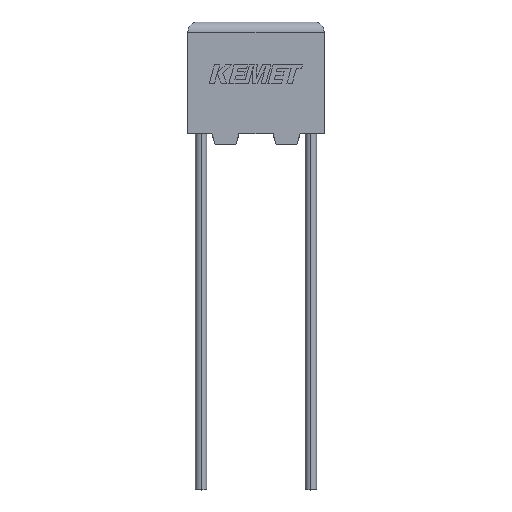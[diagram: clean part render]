
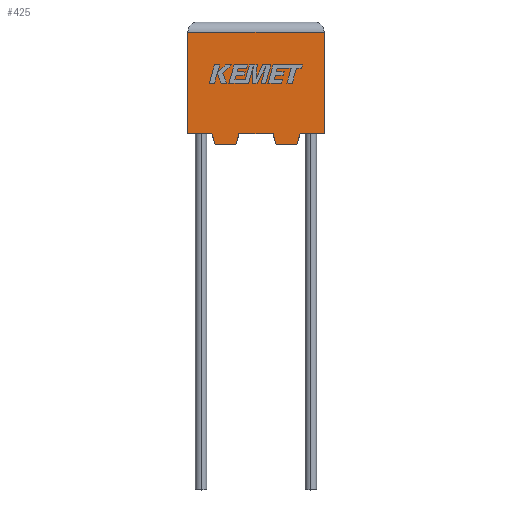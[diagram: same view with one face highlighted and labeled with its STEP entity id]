
A CAD part, top view. The second image highlights one B-rep face of the part: STEP entity #425.
In plain terms, the highlighted planar face has unit normal (0, 0, 1).
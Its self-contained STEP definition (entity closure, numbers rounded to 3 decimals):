
#23 = VECTOR ( 'NONE', #2043, 1000. ) ;
#28 = CARTESIAN_POINT ( 'NONE',  ( 4.339, -0.5, 2. ) ) ;
#32 = EDGE_CURVE ( 'NONE', #1190, #412, #771, .T. ) ;
#73 = ORIENTED_EDGE ( 'NONE', *, *, #32, .T. ) ;
#88 = CARTESIAN_POINT ( 'NONE',  ( 1.186, 0., 2. ) ) ;
#93 = ORIENTED_EDGE ( 'NONE', *, *, #1646, .T. ) ;
#205 = CARTESIAN_POINT ( 'NONE',  ( 6.7, 5., 2. ) ) ;
#245 = CARTESIAN_POINT ( 'NONE',  ( 2.511, 0., 2. ) ) ;
#261 = CARTESIAN_POINT ( 'NONE',  ( 0., 0., 2. ) ) ;
#278 = VERTEX_POINT ( 'NONE', #205 ) ;
#279 = CARTESIAN_POINT ( 'NONE',  ( 2.361, -0.5, 2. ) ) ;
#289 = EDGE_CURVE ( 'NONE', #1081, #1568, #2937, .T. ) ;
#297 = DIRECTION ( 'NONE',  ( 0.287, 0.958, 0. ) ) ;
#300 = DIRECTION ( 'NONE',  ( -1., 0., 0. ) ) ;
#314 = CARTESIAN_POINT ( 'NONE',  ( 0., 5., 2. ) ) ;
#325 = VECTOR ( 'NONE', #2004, 1000. ) ;
#361 = ORIENTED_EDGE ( 'NONE', *, *, #380, .T. ) ;
#380 = EDGE_CURVE ( 'NONE', #278, #1190, #516, .T. ) ;
#412 = VERTEX_POINT ( 'NONE', #261 ) ;
#414 = VERTEX_POINT ( 'NONE', #1007 ) ;
#425 = ADVANCED_FACE ( 'NONE', ( #2999 ), #772, .F. ) ;
#484 = VECTOR ( 'NONE', #2537, 1000. ) ;
#512 = EDGE_CURVE ( 'NONE', #414, #3179, #2899, .T. ) ;
#516 = LINE ( 'NONE', #314, #484 ) ;
#592 = VECTOR ( 'NONE', #623, 1000. ) ;
#623 = DIRECTION ( 'NONE',  ( 1., 0., 0. ) ) ;
#673 = DIRECTION ( 'NONE',  ( -0.287, 0.958, 0. ) ) ;
#680 = EDGE_CURVE ( 'NONE', #736, #1568, #1989, .T. ) ;
#697 = VECTOR ( 'NONE', #832, 1000. ) ;
#736 = VERTEX_POINT ( 'NONE', #245 ) ;
#771 = LINE ( 'NONE', #1029, #1740 ) ;
#772 = PLANE ( 'NONE',  #1951 ) ;
#785 = DIRECTION ( 'NONE',  ( 0., -1., 0. ) ) ;
#794 = CARTESIAN_POINT ( 'NONE',  ( 1.336, -0.5, 2. ) ) ;
#830 = ORIENTED_EDGE ( 'NONE', *, *, #680, .T. ) ;
#832 = DIRECTION ( 'NONE',  ( -0.287, -0.958, 0. ) ) ;
#877 = LINE ( 'NONE', #1874, #1391 ) ;
#911 = EDGE_CURVE ( 'NONE', #412, #414, #877, .T. ) ;
#982 = CARTESIAN_POINT ( 'NONE',  ( 4.339, -0.5, 2. ) ) ;
#992 = CARTESIAN_POINT ( 'NONE',  ( 4.189, 0., 2. ) ) ;
#997 = CARTESIAN_POINT ( 'NONE',  ( 5.364, -0.5, 2. ) ) ;
#1007 = CARTESIAN_POINT ( 'NONE',  ( 1.186, 0., 2. ) ) ;
#1029 = CARTESIAN_POINT ( 'NONE',  ( 0., 0., 2. ) ) ;
#1066 = VECTOR ( 'NONE', #2499, 1000. ) ;
#1081 = VERTEX_POINT ( 'NONE', #28 ) ;
#1134 = CARTESIAN_POINT ( 'NONE',  ( 6.7, 0., 2. ) ) ;
#1160 = EDGE_CURVE ( 'NONE', #3179, #1430, #1315, .T. ) ;
#1162 = ORIENTED_EDGE ( 'NONE', *, *, #512, .T. ) ;
#1190 = VERTEX_POINT ( 'NONE', #1575 ) ;
#1228 = ORIENTED_EDGE ( 'NONE', *, *, #2111, .F. ) ;
#1282 = VERTEX_POINT ( 'NONE', #2708 ) ;
#1315 = LINE ( 'NONE', #2593, #592 ) ;
#1339 = LINE ( 'NONE', #3077, #697 ) ;
#1391 = VECTOR ( 'NONE', #2652, 1000. ) ;
#1430 = VERTEX_POINT ( 'NONE', #2634 ) ;
#1513 = CARTESIAN_POINT ( 'NONE',  ( 0., 0., 2. ) ) ;
#1532 = ORIENTED_EDGE ( 'NONE', *, *, #2934, .T. ) ;
#1568 = VERTEX_POINT ( 'NONE', #992 ) ;
#1575 = CARTESIAN_POINT ( 'NONE',  ( 0., 5., 2. ) ) ;
#1577 = ORIENTED_EDGE ( 'NONE', *, *, #1757, .F. ) ;
#1646 = EDGE_CURVE ( 'NONE', #1937, #278, #2284, .T. ) ;
#1740 = VECTOR ( 'NONE', #785, 1000. ) ;
#1757 = EDGE_CURVE ( 'NONE', #1282, #2366, #1339, .T. ) ;
#1779 = LINE ( 'NONE', #3079, #23 ) ;
#1874 = CARTESIAN_POINT ( 'NONE',  ( 0., 0., 2. ) ) ;
#1937 = VERTEX_POINT ( 'NONE', #1134 ) ;
#1951 = AXIS2_PLACEMENT_3D ( 'NONE', #1513, #3020, #300 ) ;
#1989 = LINE ( 'NONE', #2283, #2115 ) ;
#1996 = LINE ( 'NONE', #997, #1066 ) ;
#2004 = DIRECTION ( 'NONE',  ( 0., 1., 0. ) ) ;
#2043 = DIRECTION ( 'NONE',  ( 1., 0., 0. ) ) ;
#2085 = EDGE_LOOP ( 'NONE', ( #93, #361, #73, #2437, #1162, #2155, #3231, #830, #2357, #1228, #1577, #1532 ) ) ;
#2111 = EDGE_CURVE ( 'NONE', #2366, #1081, #1996, .T. ) ;
#2115 = VECTOR ( 'NONE', #3012, 1000. ) ;
#2155 = ORIENTED_EDGE ( 'NONE', *, *, #1160, .T. ) ;
#2177 = VECTOR ( 'NONE', #297, 1000. ) ;
#2198 = CARTESIAN_POINT ( 'NONE',  ( 5.364, -0.5, 2. ) ) ;
#2283 = CARTESIAN_POINT ( 'NONE',  ( 0., 0., 2. ) ) ;
#2284 = LINE ( 'NONE', #3044, #325 ) ;
#2354 = DIRECTION ( 'NONE',  ( 0.287, -0.958, 0. ) ) ;
#2357 = ORIENTED_EDGE ( 'NONE', *, *, #289, .F. ) ;
#2366 = VERTEX_POINT ( 'NONE', #2198 ) ;
#2437 = ORIENTED_EDGE ( 'NONE', *, *, #911, .T. ) ;
#2499 = DIRECTION ( 'NONE',  ( -1., 0., 0. ) ) ;
#2534 = LINE ( 'NONE', #279, #2177 ) ;
#2537 = DIRECTION ( 'NONE',  ( -1., 0., 0. ) ) ;
#2593 = CARTESIAN_POINT ( 'NONE',  ( 1.336, -0.5, 2. ) ) ;
#2634 = CARTESIAN_POINT ( 'NONE',  ( 2.361, -0.5, 2. ) ) ;
#2652 = DIRECTION ( 'NONE',  ( 1., 0., 0. ) ) ;
#2708 = CARTESIAN_POINT ( 'NONE',  ( 5.514, 0., 2. ) ) ;
#2736 = VECTOR ( 'NONE', #2354, 1000. ) ;
#2899 = LINE ( 'NONE', #88, #2736 ) ;
#2934 = EDGE_CURVE ( 'NONE', #1282, #1937, #1779, .T. ) ;
#2937 = LINE ( 'NONE', #982, #3158 ) ;
#2947 = EDGE_CURVE ( 'NONE', #1430, #736, #2534, .T. ) ;
#2999 = FACE_OUTER_BOUND ( 'NONE', #2085, .T. ) ;
#3012 = DIRECTION ( 'NONE',  ( 1., 0., 0. ) ) ;
#3020 = DIRECTION ( 'NONE',  ( 0., 0., -1. ) ) ;
#3044 = CARTESIAN_POINT ( 'NONE',  ( 6.7, 0., 2. ) ) ;
#3077 = CARTESIAN_POINT ( 'NONE',  ( 5.514, 0., 2. ) ) ;
#3079 = CARTESIAN_POINT ( 'NONE',  ( 0., 0., 2. ) ) ;
#3158 = VECTOR ( 'NONE', #673, 1000. ) ;
#3179 = VERTEX_POINT ( 'NONE', #794 ) ;
#3231 = ORIENTED_EDGE ( 'NONE', *, *, #2947, .T. ) ;
